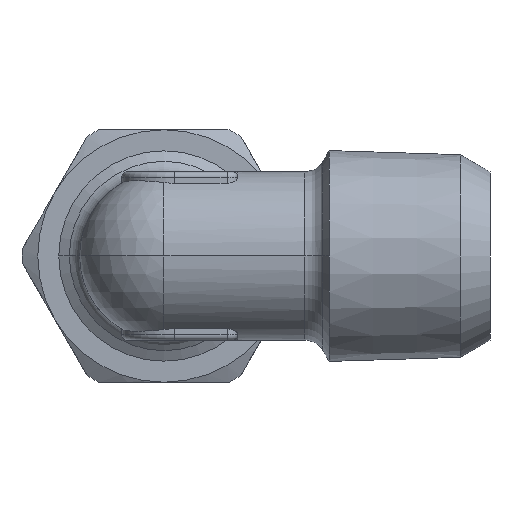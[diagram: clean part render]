
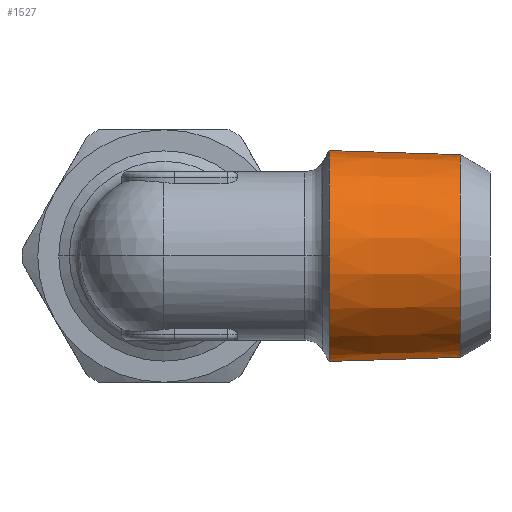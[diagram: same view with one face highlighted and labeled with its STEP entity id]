
A CAD part, left-side view. The second image highlights one B-rep face of the part: STEP entity #1527.
In plain terms, the highlighted conical face has half-angle 1.788 degrees and reference radius 5.052 mm.
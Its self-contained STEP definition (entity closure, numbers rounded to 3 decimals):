
#76 = CARTESIAN_POINT ( 'NONE',  ( 0., -14.088, -4.815 ) ) ;
#87 = CARTESIAN_POINT ( 'NONE',  ( 0., -14.088, 4.815 ) ) ;
#100 = CARTESIAN_POINT ( 'NONE',  ( 0., -7.851, -5.01 ) ) ;
#102 = CARTESIAN_POINT ( 'NONE',  ( 0., -7.851, 5.01 ) ) ;
#116 = CARTESIAN_POINT ( 'NONE',  ( -5.01, -7.851, 0. ) ) ;
#274 = CARTESIAN_POINT ( 'NONE',  ( 0., -14.088, 0. ) ) ;
#275 = DIRECTION ( 'NONE',  ( 0., -1., 0. ) ) ;
#276 = DIRECTION ( 'NONE',  ( 0., 0., -1. ) ) ;
#416 = CARTESIAN_POINT ( 'NONE',  ( 0., -7.851, 0. ) ) ;
#417 = DIRECTION ( 'NONE',  ( 0., -1., 0. ) ) ;
#418 = DIRECTION ( 'NONE',  ( 0., 0., 1. ) ) ;
#502 = EDGE_CURVE ( 'NONE', #917, #927, #2623, .T. ) ;
#507 = EDGE_CURVE ( 'NONE', #911, #929, #2628, .T. ) ;
#540 = EDGE_CURVE ( 'NONE', #929, #943, #2651, .T. ) ;
#643 = EDGE_CURVE ( 'NONE', #943, #927, #2705, .T. ) ;
#800 = ORIENTED_EDGE ( 'NONE', *, *, #502, .F. ) ;
#801 = ORIENTED_EDGE ( 'NONE', *, *, #1127, .F. ) ;
#802 = ORIENTED_EDGE ( 'NONE', *, *, #507, .T. ) ;
#803 = ORIENTED_EDGE ( 'NONE', *, *, #540, .T. ) ;
#804 = ORIENTED_EDGE ( 'NONE', *, *, #643, .T. ) ;
#911 = VERTEX_POINT ( 'NONE', #87 ) ;
#917 = VERTEX_POINT ( 'NONE', #76 ) ;
#927 = VERTEX_POINT ( 'NONE', #100 ) ;
#929 = VERTEX_POINT ( 'NONE', #102 ) ;
#943 = VERTEX_POINT ( 'NONE', #116 ) ;
#1127 = EDGE_CURVE ( 'NONE', #911, #917, #2806, .T. ) ;
#1195 = AXIS2_PLACEMENT_3D ( 'NONE', #2976, #2977, #2978 ) ;
#1218 = AXIS2_PLACEMENT_3D ( 'NONE', #416, #417, #418 ) ;
#1256 = AXIS2_PLACEMENT_3D ( 'NONE', #274, #275, #276 ) ;
#1283 = AXIS2_PLACEMENT_3D ( 'NONE', #2127, #2128, #2126 ) ;
#1488 = EDGE_LOOP ( 'NONE', ( #800, #801, #802, #803, #804 ) ) ;
#1527 = ADVANCED_FACE ( 'NONE', ( #1653 ), #1660, .T. ) ;
#1653 = FACE_OUTER_BOUND ( 'NONE', #1488, .T. ) ;
#1660 = CONICAL_SURFACE ( 'NONE', #1283, 5.052, 0.031 ) ;
#2126 = DIRECTION ( 'NONE',  ( 0., 0., 1. ) ) ;
#2127 = CARTESIAN_POINT ( 'NONE',  ( 0., -6.5, 0. ) ) ;
#2128 = DIRECTION ( 'NONE',  ( 0., 1., 0. ) ) ;
#2623 = LINE ( 'NONE', #2915, #2626 ) ;
#2626 = VECTOR ( 'NONE', #2913, 1000. ) ;
#2628 = LINE ( 'NONE', #2919, #2630 ) ;
#2630 = VECTOR ( 'NONE', #2920, 1000. ) ;
#2651 = CIRCLE ( 'NONE', #1195, 5.01 ) ;
#2705 = CIRCLE ( 'NONE', #1218, 5.01 ) ;
#2806 = CIRCLE ( 'NONE', #1256, 4.815 ) ;
#2913 = DIRECTION ( 'NONE',  ( 0., 1., -0.031 ) ) ;
#2915 = CARTESIAN_POINT ( 'NONE',  ( 0., -6.5, -5.052 ) ) ;
#2919 = CARTESIAN_POINT ( 'NONE',  ( 0., -6.5, 5.052 ) ) ;
#2920 = DIRECTION ( 'NONE',  ( 0., 1., 0.031 ) ) ;
#2976 = CARTESIAN_POINT ( 'NONE',  ( 0., -7.851, 0. ) ) ;
#2977 = DIRECTION ( 'NONE',  ( 0., -1., 0. ) ) ;
#2978 = DIRECTION ( 'NONE',  ( 0., 0., 1. ) ) ;
